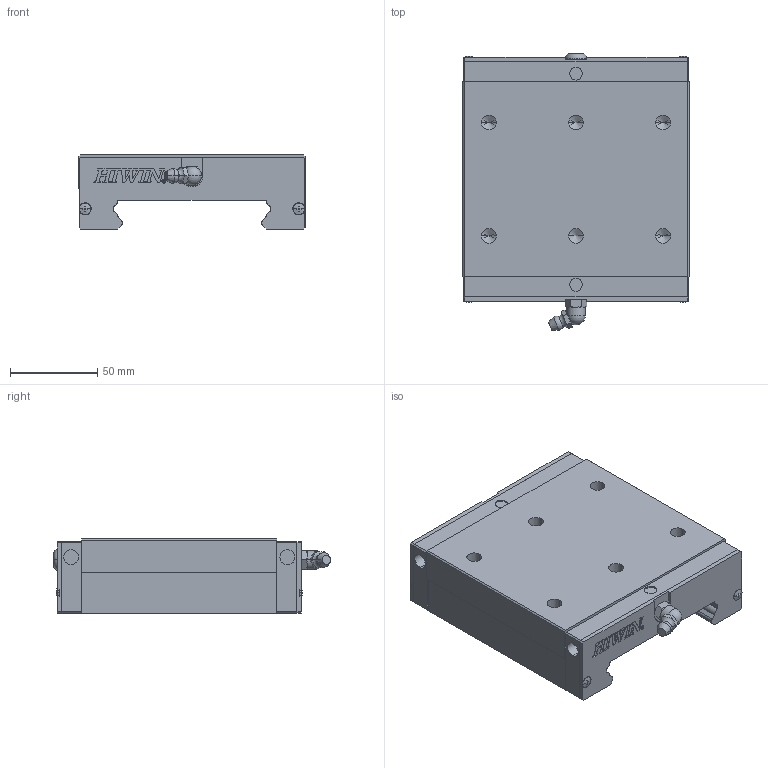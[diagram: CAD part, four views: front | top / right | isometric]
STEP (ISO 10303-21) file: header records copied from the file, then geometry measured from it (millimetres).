
FILE_DESCRIPTION(('no description'),'unknown implementation level');
FILE_NAME('WEH50CA_Z0_H_SS_FILE_5.stp',' ',('HIWIN GmbH'),('CADClick - KiM GmbH - www.kimweb.de'),'unknown preprocess','ACIS','unknown authorization');
FILE_SCHEMA(('automotive_design'));
Length unit declared in the file: millimetre
Products named in the file (1): WEH50CA Z0 H SS_FILE
Bounding box: 130 x 158.83 x 42.5 mm (x, y, z)
Volume: 563883.7 mm3; surface area: 65912.7 mm2
Topology: 1 solids, 4 shells, 593 faces, 1617 edges, 1052 vertices
Faces by surface type: plane 401, cylinder 134, cone 46, torus 10, sphere 2
Entity records: 36760 total; most frequent: CARTESIAN_POINT 3741, STYLED_ITEM 3249, PRESENTATION_STYLE_ASSIGNMENT 3249, COLOUR_RGB 3249, ORIENTED_EDGE 3206, DIRECTION 3029, EDGE_CURVE 1603, CURVE_STYLE 1603
